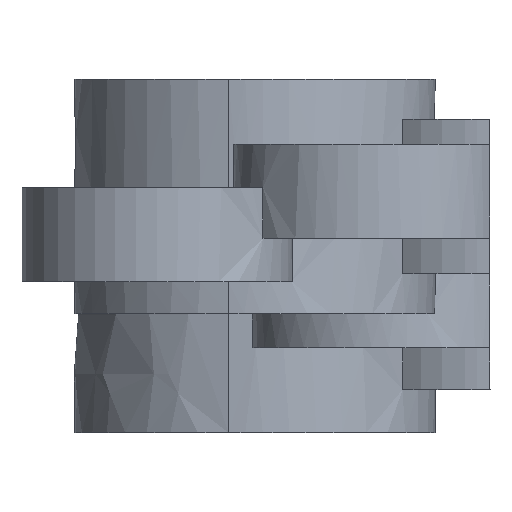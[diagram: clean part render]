
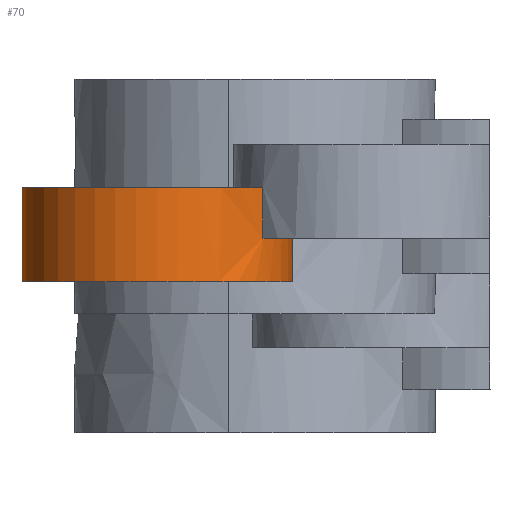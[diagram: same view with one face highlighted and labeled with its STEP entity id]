
A CAD part, front view. The second image highlights one B-rep face of the part: STEP entity #70.
In plain terms, the highlighted free-form (B-spline) face has degree [2, 1] with [9, 2] control points.
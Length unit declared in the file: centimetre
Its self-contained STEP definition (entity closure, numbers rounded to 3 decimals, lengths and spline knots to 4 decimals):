
#70=ADVANCED_FACE('',(#117),#757,.T.);
#117=FACE_OUTER_BOUND('',#166,.T.);
#166=EDGE_LOOP('',(#299,#300,#301,#302,#303,#304));
#299=ORIENTED_EDGE('',*,*,#465,.T.);
#300=ORIENTED_EDGE('',*,*,#460,.F.);
#301=ORIENTED_EDGE('',*,*,#481,.T.);
#302=ORIENTED_EDGE('',*,*,#459,.T.);
#303=ORIENTED_EDGE('',*,*,#458,.T.);
#304=ORIENTED_EDGE('',*,*,#466,.F.);
#458=EDGE_CURVE('',#694,#693,#582,.T.);
#459=EDGE_CURVE('',#691,#694,#583,.T.);
#460=EDGE_CURVE('',#692,#677,#584,.T.);
#465=EDGE_CURVE('',#676,#677,#587,.T.);
#466=EDGE_CURVE('',#676,#693,#588,.T.);
#481=EDGE_CURVE('',#692,#691,#602,.T.);
#582=(
BOUNDED_CURVE()
B_SPLINE_CURVE(1,(#1295,#1296),.UNSPECIFIED.,.F.,.F.)
B_SPLINE_CURVE_WITH_KNOTS((2,2),(0.,1.2),.UNSPECIFIED.)
CURVE()
GEOMETRIC_REPRESENTATION_ITEM()
RATIONAL_B_SPLINE_CURVE((1.,1.))
REPRESENTATION_ITEM('')
);
#583=(
BOUNDED_CURVE()
B_SPLINE_CURVE(2,(#1297,#1298,#1299,#1300,#1301,#1302,#1303,#1304,#1305),
 .UNSPECIFIED.,.F.,.F.)
B_SPLINE_CURVE_WITH_KNOTS((3,2,2,2,3),(1.9608,5.8905,
11.781,17.6715,18.1885),.UNSPECIFIED.)
CURVE()
GEOMETRIC_REPRESENTATION_ITEM()
RATIONAL_B_SPLINE_CURVE((1.,0.863,1.,0.707,1.,0.707,
1.,0.998,1.))
REPRESENTATION_ITEM('')
);
#584=(
BOUNDED_CURVE()
B_SPLINE_CURVE(2,(#1306,#1307,#1308,#1309,#1310,#1311,#1312),
 .UNSPECIFIED.,.F.,.F.)
B_SPLINE_CURVE_WITH_KNOTS((3,2,2,3),(1.9608,5.8905,
11.781,15.1309),.UNSPECIFIED.)
CURVE()
GEOMETRIC_REPRESENTATION_ITEM()
RATIONAL_B_SPLINE_CURVE((1.,0.863,1.,0.707,1.,0.901,
1.))
REPRESENTATION_ITEM('')
);
#587=(
BOUNDED_CURVE()
B_SPLINE_CURVE(1,(#1326,#1327),.UNSPECIFIED.,.F.,.F.)
B_SPLINE_CURVE_WITH_KNOTS((2,2),(0.,1.4),.UNSPECIFIED.)
CURVE()
GEOMETRIC_REPRESENTATION_ITEM()
RATIONAL_B_SPLINE_CURVE((1.,1.))
REPRESENTATION_ITEM('')
);
#588=(
BOUNDED_CURVE()
B_SPLINE_CURVE(2,(#1328,#1329,#1330,#1331,#1332),.UNSPECIFIED.,.F.,.F.)
B_SPLINE_CURVE_WITH_KNOTS((3,2,3),(15.1309,17.6715,18.1885),
 .UNSPECIFIED.)
CURVE()
GEOMETRIC_REPRESENTATION_ITEM()
RATIONAL_B_SPLINE_CURVE((1.,0.944,1.,0.998,1.))
REPRESENTATION_ITEM('')
);
#602=(
BOUNDED_CURVE()
B_SPLINE_CURVE(1,(#1378,#1379),.UNSPECIFIED.,.F.,.F.)
B_SPLINE_CURVE_WITH_KNOTS((2,2),(-2.6,0.),.UNSPECIFIED.)
CURVE()
GEOMETRIC_REPRESENTATION_ITEM()
RATIONAL_B_SPLINE_CURVE((1.,1.))
REPRESENTATION_ITEM('')
);
#676=VERTEX_POINT('',#1097);
#677=VERTEX_POINT('',#1098);
#691=VERTEX_POINT('',#1112);
#692=VERTEX_POINT('',#1113);
#693=VERTEX_POINT('',#1114);
#694=VERTEX_POINT('',#1115);
#757=(
BOUNDED_SURFACE()
B_SPLINE_SURFACE(2,1,((#937,#938),(#939,#940),(#941,#942),(#943,#944),(#945,
#946),(#947,#948),(#949,#950),(#951,#952),(#953,#954)),.UNSPECIFIED.,.T.,
 .F.,.F.)
B_SPLINE_SURFACE_WITH_KNOTS((3,2,2,2,3),(2,2),(0.,5.8905,11.781,
17.6715,23.5619),(0.,2.6),.UNSPECIFIED.)
GEOMETRIC_REPRESENTATION_ITEM()
RATIONAL_B_SPLINE_SURFACE(((1.,1.),(0.707,0.707),
(1.,1.),(0.707,0.707),(1.,1.),(0.707,
0.707),(1.,1.),(0.707,0.707),(1.,1.)))
REPRESENTATION_ITEM('')
SURFACE()
);
#937=CARTESIAN_POINT('',(10.7323,-124.1169,-1.9536));
#938=CARTESIAN_POINT('',(10.7323,-124.1169,0.9064));
#939=CARTESIAN_POINT('',(6.6073,-124.1169,-1.9536));
#940=CARTESIAN_POINT('',(6.6073,-124.1169,0.9064));
#941=CARTESIAN_POINT('',(6.6073,-128.2419,-1.9536));
#942=CARTESIAN_POINT('',(6.6073,-128.2419,0.9064));
#943=CARTESIAN_POINT('',(6.6073,-132.3669,-1.9536));
#944=CARTESIAN_POINT('',(6.6073,-132.3669,0.9064));
#945=CARTESIAN_POINT('',(10.7323,-132.3669,-1.9536));
#946=CARTESIAN_POINT('',(10.7323,-132.3669,0.9064));
#947=CARTESIAN_POINT('',(14.8573,-132.3669,-1.9536));
#948=CARTESIAN_POINT('',(14.8573,-132.3669,0.9064));
#949=CARTESIAN_POINT('',(14.8573,-128.2419,-1.9536));
#950=CARTESIAN_POINT('',(14.8573,-128.2419,0.9064));
#951=CARTESIAN_POINT('',(14.8573,-124.1169,-1.9536));
#952=CARTESIAN_POINT('',(14.8573,-124.1169,0.9064));
#953=CARTESIAN_POINT('',(10.7323,-124.1169,-1.9536));
#954=CARTESIAN_POINT('',(10.7323,-124.1169,0.9064));
#1097=CARTESIAN_POINT('',(13.9613,-130.8089,-0.6336));
#1098=CARTESIAN_POINT('',(13.9613,-130.8089,0.9064));
#1112=CARTESIAN_POINT('',(8.7177,-124.6423,-1.9536));
#1113=CARTESIAN_POINT('',(8.7177,-124.6423,0.9064));
#1114=CARTESIAN_POINT('',(14.824,-127.7185,-0.6336));
#1115=CARTESIAN_POINT('',(14.824,-127.7185,-1.9536));
#1295=CARTESIAN_POINT('',(14.824,-127.7185,-1.9536));
#1296=CARTESIAN_POINT('',(14.824,-127.7185,-0.6336));
#1297=CARTESIAN_POINT('',(8.7177,-124.6423,-1.9536));
#1298=CARTESIAN_POINT('',(6.6073,-125.8235,-1.9536));
#1299=CARTESIAN_POINT('',(6.6073,-128.2419,-1.9536));
#1300=CARTESIAN_POINT('',(6.6073,-132.3669,-1.9536));
#1301=CARTESIAN_POINT('',(10.7323,-132.3669,-1.9536));
#1302=CARTESIAN_POINT('',(14.8573,-132.3669,-1.9536));
#1303=CARTESIAN_POINT('',(14.8573,-128.2419,-1.9536));
#1304=CARTESIAN_POINT('',(14.8573,-127.9792,-1.9536));
#1305=CARTESIAN_POINT('',(14.824,-127.7185,-1.9536));
#1306=CARTESIAN_POINT('',(8.7177,-124.6423,0.9064));
#1307=CARTESIAN_POINT('',(6.6073,-125.8235,0.9064));
#1308=CARTESIAN_POINT('',(6.6073,-128.2419,0.9064));
#1309=CARTESIAN_POINT('',(6.6073,-132.3669,0.9064));
#1310=CARTESIAN_POINT('',(10.7323,-132.3669,0.9064));
#1311=CARTESIAN_POINT('',(12.7227,-132.3669,0.9064));
#1312=CARTESIAN_POINT('',(13.9613,-130.8089,0.9064));
#1326=CARTESIAN_POINT('',(13.9613,-130.8089,-0.6336));
#1327=CARTESIAN_POINT('',(13.9613,-130.8089,0.9064));
#1328=CARTESIAN_POINT('',(13.9613,-130.8089,-0.6336));
#1329=CARTESIAN_POINT('',(14.8573,-129.6818,-0.6336));
#1330=CARTESIAN_POINT('',(14.8573,-128.2419,-0.6336));
#1331=CARTESIAN_POINT('',(14.8573,-127.9792,-0.6336));
#1332=CARTESIAN_POINT('',(14.824,-127.7185,-0.6336));
#1378=CARTESIAN_POINT('',(8.7177,-124.6423,0.9064));
#1379=CARTESIAN_POINT('',(8.7177,-124.6423,-1.9536));
